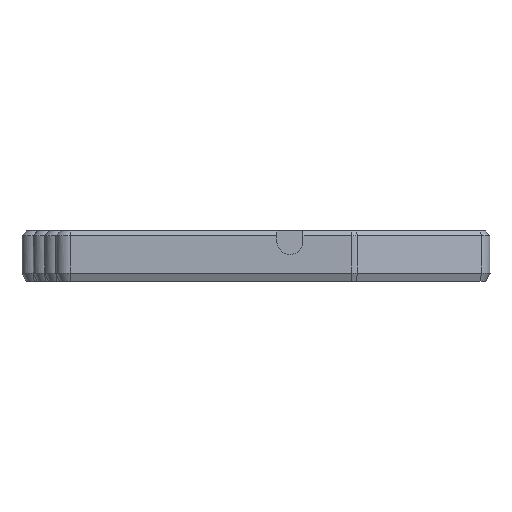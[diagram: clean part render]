
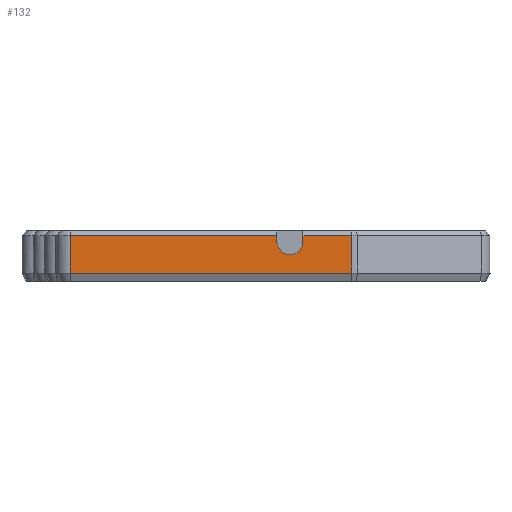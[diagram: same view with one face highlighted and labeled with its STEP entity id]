
A CAD part, left-side view. The second image highlights one B-rep face of the part: STEP entity #132.
In plain terms, the highlighted planar face has unit normal (-1, 0, 0).
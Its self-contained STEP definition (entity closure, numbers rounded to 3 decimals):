
#132=ADVANCED_FACE('',(#289),#2461,.T.);
#289=FACE_OUTER_BOUND('',#451,.T.);
#451=EDGE_LOOP('',(#956,#957,#958,#959,#960,#961,#962,#963));
#956=ORIENTED_EDGE('',*,*,#1645,.T.);
#957=ORIENTED_EDGE('',*,*,#1646,.F.);
#958=ORIENTED_EDGE('',*,*,#1649,.F.);
#959=ORIENTED_EDGE('',*,*,#1486,.T.);
#960=ORIENTED_EDGE('',*,*,#1595,.T.);
#961=ORIENTED_EDGE('',*,*,#1501,.F.);
#962=ORIENTED_EDGE('',*,*,#1500,.F.);
#963=ORIENTED_EDGE('',*,*,#1647,.F.);
#1486=EDGE_CURVE('',#2258,#2310,#2018,.T.);
#1500=EDGE_CURVE('',#2333,#2267,#1827,.T.);
#1501=EDGE_CURVE('',#2267,#2317,#1828,.T.);
#1595=EDGE_CURVE('',#2310,#2317,#1891,.T.);
#1645=EDGE_CURVE('',#2335,#2336,#1919,.T.);
#1646=EDGE_CURVE('',#2332,#2336,#1920,.T.);
#1647=EDGE_CURVE('',#2335,#2333,#1921,.T.);
#1649=EDGE_CURVE('',#2258,#2332,#1923,.T.);
#1827=B_SPLINE_CURVE_WITH_KNOTS('',1,(#3874,#3875),.UNSPECIFIED.,.F.,.F.,
(2,2),(49.067,59.346),.UNSPECIFIED.);
#1828=B_SPLINE_CURVE_WITH_KNOTS('',1,(#3876,#3877),.UNSPECIFIED.,.F.,.F.,
(2,2),(1.,8.9),.UNSPECIFIED.);
#1891=B_SPLINE_CURVE_WITH_KNOTS('',1,(#4129,#4130),.UNSPECIFIED.,.F.,.F.,
(2,2),(-229.327,-169.085),.UNSPECIFIED.);
#1919=B_SPLINE_CURVE_WITH_KNOTS('',3,(#4261,#4262,#4263,#4264,#4265,#4266,
#4267,#4268,#4269,#4270,#4271,#4272,#4273,#4274,#4275,#4276,#4277,#4278,
#4279,#4280,#4281,#4282,#4283),.UNSPECIFIED.,.F.,.F.,(4,2,2,2,2,3,2,2,2,
2,4),(0.,1.086,2.172,3.259,3.8,
4.342,4.895,5.426,6.512,7.598,
8.685),.UNSPECIFIED.);
#1920=B_SPLINE_CURVE_WITH_KNOTS('',1,(#4284,#4285),.UNSPECIFIED.,.F.,.F.,
(2,2),(-0.98,0.),.UNSPECIFIED.);
#1921=B_SPLINE_CURVE_WITH_KNOTS('',1,(#4286,#4287),.UNSPECIFIED.,.F.,.F.,
(2,2),(0.,0.98),.UNSPECIFIED.);
#1923=B_SPLINE_CURVE_WITH_KNOTS('',1,(#4290,#4291),.UNSPECIFIED.,.F.,.F.,
(2,2),(0.,43.567),.UNSPECIFIED.);
#2018=(
BOUNDED_CURVE()
B_SPLINE_CURVE(1,(#3845,#3846),.UNSPECIFIED.,.F.,.F.)
B_SPLINE_CURVE_WITH_KNOTS((2,2),(1.,8.9),.UNSPECIFIED.)
CURVE()
GEOMETRIC_REPRESENTATION_ITEM()
RATIONAL_B_SPLINE_CURVE((1.,1.))
REPRESENTATION_ITEM('')
);
#2258=VERTEX_POINT('',#3234);
#2267=VERTEX_POINT('',#3243);
#2310=VERTEX_POINT('',#3286);
#2317=VERTEX_POINT('',#3293);
#2332=VERTEX_POINT('',#3308);
#2333=VERTEX_POINT('',#3309);
#2335=VERTEX_POINT('',#3311);
#2336=VERTEX_POINT('',#3312);
#2461=PLANE('',#2602);
#2602=AXIS2_PLACEMENT_3D('',#2974,#2740,$);
#2740=DIRECTION('',(-1.,0.,0.));
#2974=CARTESIAN_POINT('',(-316.584,396.686,11.18));
#3234=CARTESIAN_POINT('',(-316.584,396.686,11.18));
#3243=CARTESIAN_POINT('',(-316.584,337.34,11.18));
#3286=CARTESIAN_POINT('',(-316.584,396.686,3.28));
#3293=CARTESIAN_POINT('',(-316.584,337.34,3.28));
#3308=CARTESIAN_POINT('',(-316.584,353.119,11.18));
#3309=CARTESIAN_POINT('',(-316.584,347.619,11.18));
#3311=CARTESIAN_POINT('',(-316.584,347.619,9.95));
#3312=CARTESIAN_POINT('',(-316.584,353.119,9.95));
#3845=CARTESIAN_POINT('',(-316.584,396.686,11.18));
#3846=CARTESIAN_POINT('',(-316.584,396.686,3.28));
#3874=CARTESIAN_POINT('',(-316.584,347.619,11.18));
#3875=CARTESIAN_POINT('',(-316.584,337.34,11.18));
#3876=CARTESIAN_POINT('',(-316.584,337.34,11.18));
#3877=CARTESIAN_POINT('',(-316.584,337.34,3.28));
#4129=CARTESIAN_POINT('',(-316.584,396.686,3.28));
#4130=CARTESIAN_POINT('',(-316.584,337.34,3.28));
#4261=CARTESIAN_POINT('',(-316.584,347.619,9.95));
#4262=CARTESIAN_POINT('',(-316.584,347.619,9.589));
#4263=CARTESIAN_POINT('',(-316.584,347.69,9.231));
#4264=CARTESIAN_POINT('',(-316.584,347.966,8.564));
#4265=CARTESIAN_POINT('',(-316.584,348.169,8.261));
#4266=CARTESIAN_POINT('',(-316.584,348.679,7.75));
#4267=CARTESIAN_POINT('',(-316.584,348.983,7.548));
#4268=CARTESIAN_POINT('',(-316.584,349.483,7.34));
#4269=CARTESIAN_POINT('',(-316.584,349.655,7.288));
#4270=CARTESIAN_POINT('',(-316.584,350.009,7.218));
#4271=CARTESIAN_POINT('',(-316.584,350.188,7.2));
#4272=CARTESIAN_POINT('',(-316.584,350.369,7.2));
#4273=CARTESIAN_POINT('',(-316.584,350.552,7.2));
#4274=CARTESIAN_POINT('',(-316.584,350.735,7.218));
#4275=CARTESIAN_POINT('',(-316.584,351.089,7.29));
#4276=CARTESIAN_POINT('',(-316.584,351.258,7.342));
#4277=CARTESIAN_POINT('',(-316.584,351.755,7.548));
#4278=CARTESIAN_POINT('',(-316.584,352.058,7.75));
#4279=CARTESIAN_POINT('',(-316.584,352.569,8.261));
#4280=CARTESIAN_POINT('',(-316.584,352.771,8.564));
#4281=CARTESIAN_POINT('',(-316.584,353.047,9.231));
#4282=CARTESIAN_POINT('',(-316.584,353.119,9.589));
#4283=CARTESIAN_POINT('',(-316.584,353.119,9.95));
#4284=CARTESIAN_POINT('',(-316.584,353.119,11.18));
#4285=CARTESIAN_POINT('',(-316.584,353.119,9.95));
#4286=CARTESIAN_POINT('',(-316.584,347.619,9.95));
#4287=CARTESIAN_POINT('',(-316.584,347.619,11.18));
#4290=CARTESIAN_POINT('',(-316.584,396.686,11.18));
#4291=CARTESIAN_POINT('',(-316.584,353.119,11.18));
